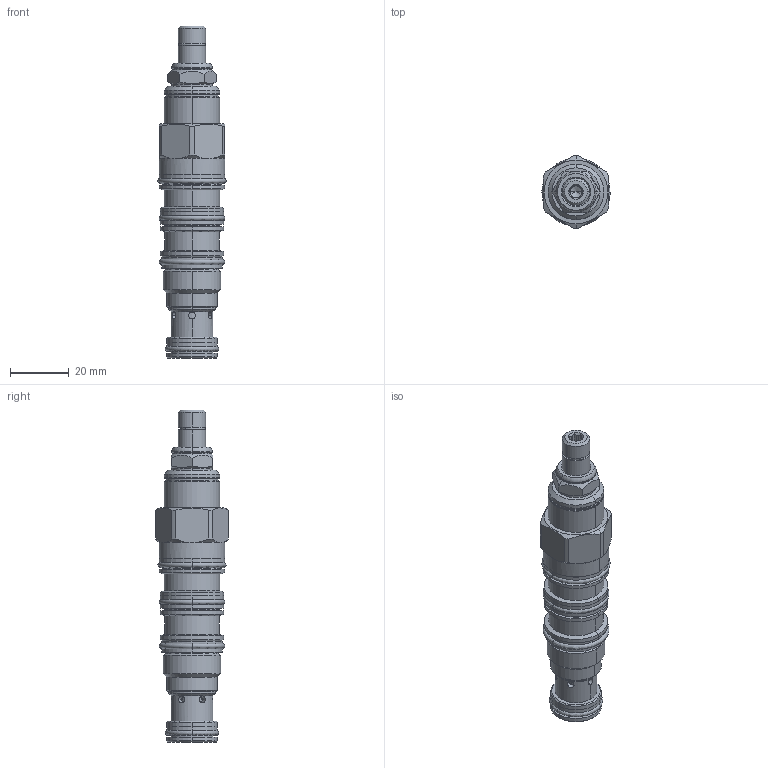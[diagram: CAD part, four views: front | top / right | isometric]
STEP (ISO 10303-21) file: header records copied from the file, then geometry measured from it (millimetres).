
FILE_DESCRIPTION((''),'2;1');
FILE_NAME('HVCA-LAN_PRT','2015-01-06T',('Administrator'),(''),'PRO/ENGINEER BY PARAMETRIC TECHNOLOGY CORPORATION, 2006240','PRO/ENGINEER BY PARAMETRIC TECHNOLOGY CORPORATION, 2006240','');
FILE_SCHEMA(('CONFIG_CONTROL_DESIGN'));
Length unit declared in the file: inch
Products named in the file (1): HVCA-LAN_PRT
Bounding box: 23.29 x 24.84 x 113.49 mm (x, y, z)
Volume: 29395.5 mm3; surface area: 11773.9 mm2
Topology: 6 solids, 6 shells, 323 faces, 771 edges, 471 vertices
Faces by surface type: cylinder 127, plane 77, cone 60, torus 41, revolution 16, sphere 2
Entity records: 12083 total; most frequent: CARTESIAN_POINT 4501, DIRECTION 1633, ORIENTED_EDGE 1538, EDGE_CURVE 769, AXIS2_PLACEMENT_3D 691, VERTEX_POINT 471, CIRCLE 384, EDGE_LOOP 370
